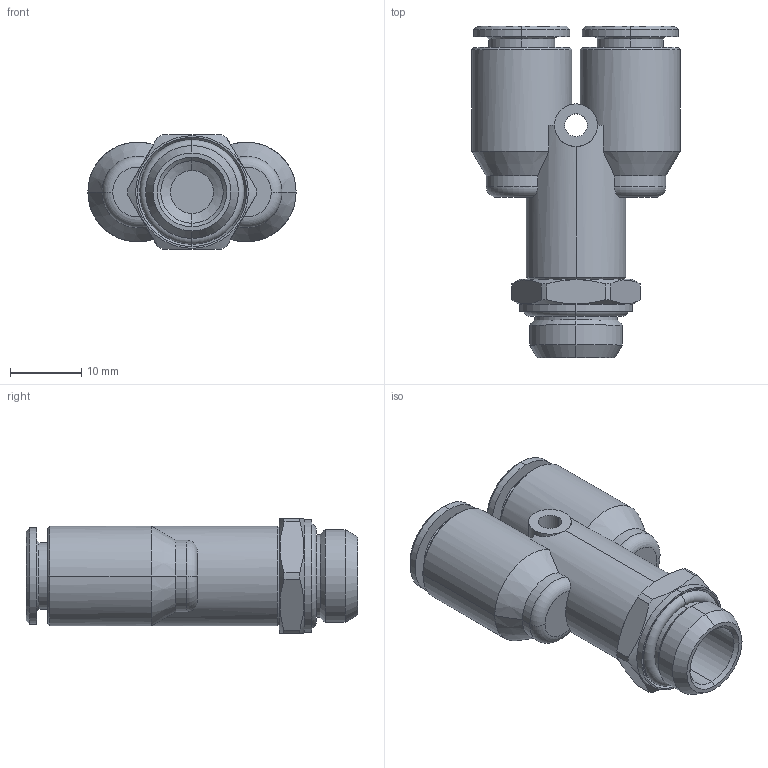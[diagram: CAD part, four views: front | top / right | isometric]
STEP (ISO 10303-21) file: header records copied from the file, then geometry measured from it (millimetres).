
FILE_DESCRIPTION (( 'STEP AP203' ), '1' );
FILE_NAME ('B0210042.STEP', '2011-04-20T12:36:11', ( 'UT1' ), ( 'sopra-pneumatic' ), 'SwSTEP 2.0', 'SolidWorks 2009', '' );
FILE_SCHEMA (( 'CONFIG_CONTROL_DESIGN' ));
Length unit declared in the file: millimetre
Products named in the file (1): B0210042
Bounding box: 29.2 x 46.5 x 16 mm (x, y, z)
Volume: 7229.6 mm3; surface area: 6008.8 mm2
Topology: 2 solids, 2 shells, 141 faces, 335 edges, 204 vertices
Faces by surface type: cylinder 54, plane 41, cone 38, torus 8
Entity records: 4448 total; most frequent: CARTESIAN_POINT 1041, DIRECTION 745, ORIENTED_EDGE 670, EDGE_CURVE 335, AXIS2_PLACEMENT_3D 302, VERTEX_POINT 204, CIRCLE 160, EDGE_LOOP 155
